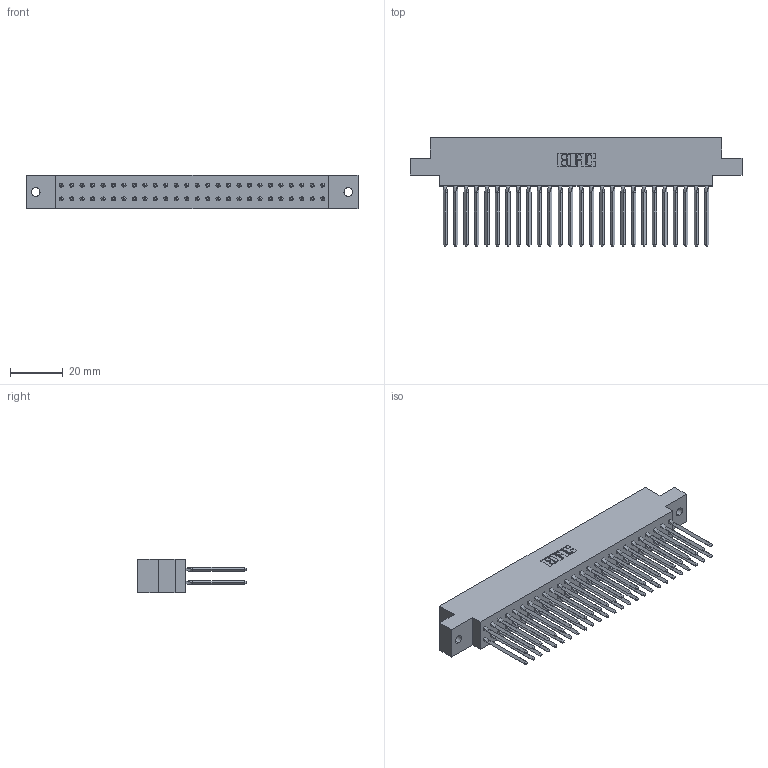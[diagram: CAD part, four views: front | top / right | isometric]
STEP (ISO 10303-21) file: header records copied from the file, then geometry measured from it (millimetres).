
FILE_DESCRIPTION (( 'STEP AP203' ), '1' );
FILE_NAME ('317-052-543-802.STEP', '2020-02-28T03:39:54', ( '' ), ( '' ), 'SwSTEP 2.0', 'SolidWorks 2016', '' );
FILE_SCHEMA (( 'CONFIG_CONTROL_DESIGN' ));
Length unit declared in the file: inch
Products named in the file (3): 317-290-001_543; 317 Part_.144 Dia; 317-052-543-802
Assembly tree (53 placements, depth 2):
  317-052-543-802
    317 Part_.144 Dia
    317-290-001_543  x52
Bounding box: 125.73 x 41.15 x 12.7 mm (x, y, z)
Volume: 20782.5 mm3; surface area: 30636.9 mm2
Topology: 53 solids, 53 shells, 4730 faces, 13119 edges, 8450 vertices
Faces by surface type: plane 3854, cylinder 668, bspline 208
Entity records: 39818 total; most frequent: CARTESIAN_POINT 7359, ORIENTED_EDGE 6858, DIRECTION 5723, EDGE_CURVE 3429, VECTOR 3173, LINE 3173, VERTEX_POINT 2279, AXIS2_PLACEMENT_3D 1275
